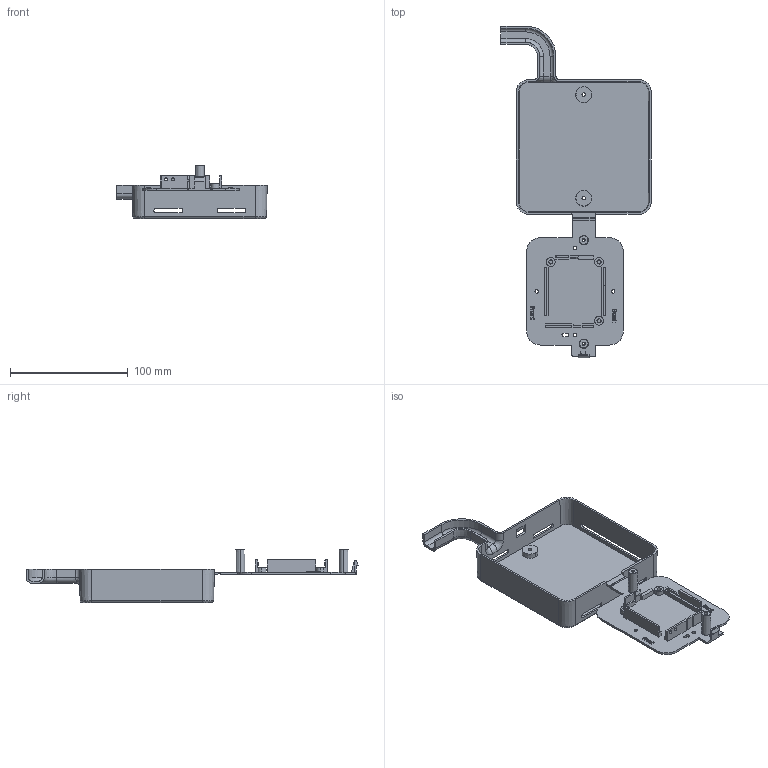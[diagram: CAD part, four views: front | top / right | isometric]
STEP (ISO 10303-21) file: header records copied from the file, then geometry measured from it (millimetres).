
FILE_DESCRIPTION (( 'STEP AP214' ), '1' );
FILE_NAME ('PCB base part with foldable coverv flat.STEP', '2019-03-20T06:21:38', ( '' ), ( '' ), 'SwSTEP 2.0', 'SolidWorks 2016', '' );
FILE_SCHEMA (( 'AUTOMOTIVE_DESIGN' ));
Length unit declared in the file: millimetre
Products named in the file (1): PCB base part with foldable coverv flat
Bounding box: 127.72 x 282.15 x 45.7 mm (x, y, z)
Volume: 66137.5 mm3; surface area: 75157.7 mm2
Topology: 1 solids, 1 shells, 497 faces, 1319 edges, 870 vertices
Faces by surface type: plane 295, bspline 98, cylinder 62, cone 34, torus 8
Entity records: 20065 total; most frequent: CARTESIAN_POINT 8199, ORIENTED_EDGE 2638, DIRECTION 2073, EDGE_CURVE 1319, VECTOR 925, LINE 925, VERTEX_POINT 870, EDGE_LOOP 577
